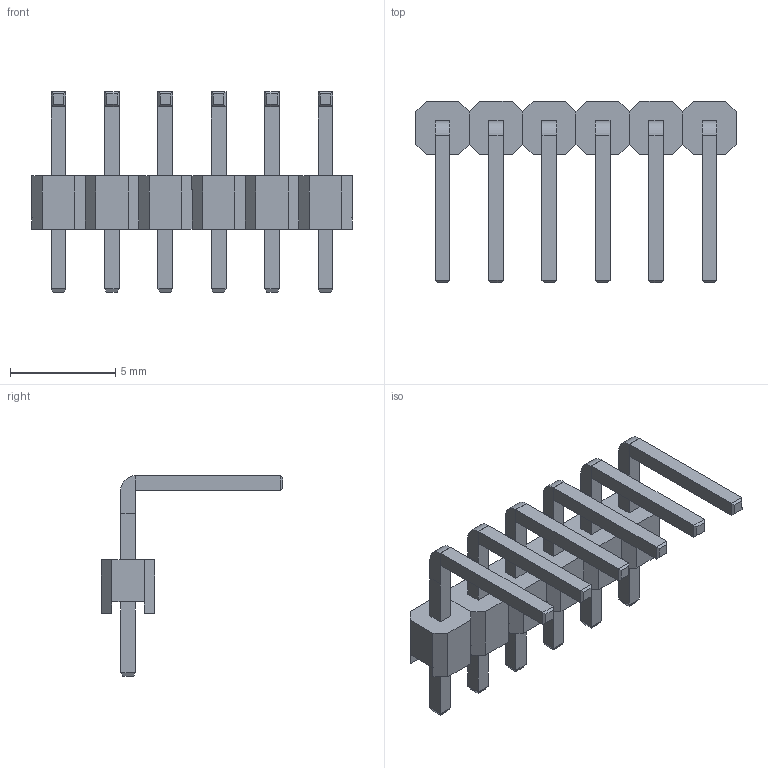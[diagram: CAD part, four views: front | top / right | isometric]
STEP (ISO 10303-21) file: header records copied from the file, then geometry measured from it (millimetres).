
FILE_DESCRIPTION (( 'STEP AP214' ), '1' );
FILE_NAME ('User Library-PLS-6R.STEP', '2018-12-23T18:41:17', ( '' ), ( '' ), 'SwSTEP 2.0', 'SolidWorks 2018', '' );
FILE_SCHEMA (( 'AUTOMOTIVE_DESIGN' ));
Length unit declared in the file: millimetre
Products named in the file (1): User Library-PLS-6R
Bounding box: 15.24 x 8.62 x 9.55 mm (x, y, z)
Volume: 140.2 mm3; surface area: 529.9 mm2
Topology: 7 solids, 7 shells, 266 faces, 616 edges, 378 vertices
Faces by surface type: plane 259, cylinder 7
Entity records: 10243 total; most frequent: CARTESIAN_POINT 1303, ORIENTED_EDGE 1232, DIRECTION 1150, EDGE_CURVE 616, LINE 588, VECTOR 588, VERTEX_POINT 378, AXIS2_PLACEMENT_3D 281
